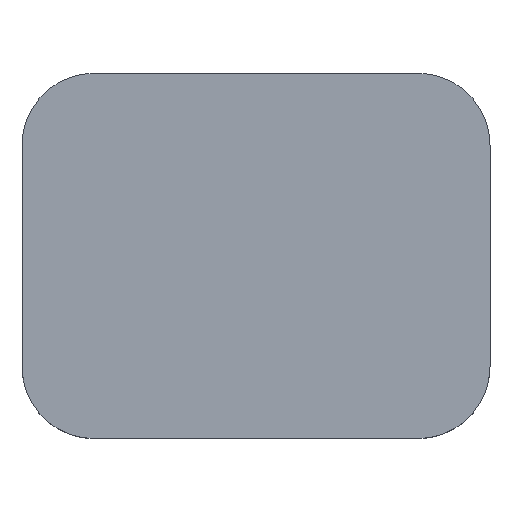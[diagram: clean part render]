
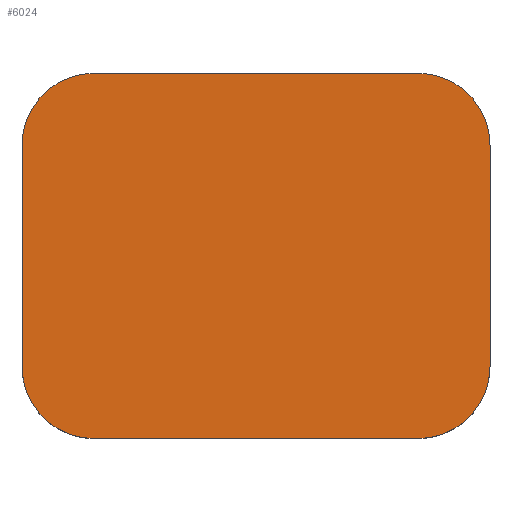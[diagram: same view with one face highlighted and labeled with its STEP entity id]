
A CAD part, top view. The second image highlights one B-rep face of the part: STEP entity #6024.
In plain terms, the highlighted planar face has unit normal (0, 0, 1).
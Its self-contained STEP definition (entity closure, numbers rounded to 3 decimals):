
#104 = DIRECTION ( 'NONE',  ( -1., 0., 0. ) ) ;
#133 = CARTESIAN_POINT ( 'NONE',  ( -5.372, 7.957, 2.7 ) ) ;
#333 = VERTEX_POINT ( 'NONE', #2744 ) ;
#439 = EDGE_CURVE ( 'NONE', #3701, #2651, #4579, .T. ) ;
#468 = CARTESIAN_POINT ( 'NONE',  ( -14.34, 9.957, 2.7 ) ) ;
#721 = CIRCLE ( 'NONE', #6449, 2. ) ;
#788 = EDGE_CURVE ( 'NONE', #4649, #6169, #4187, .T. ) ;
#932 = CARTESIAN_POINT ( 'NONE',  ( -5.372, 9.957, 2.7 ) ) ;
#1097 = CARTESIAN_POINT ( 'NONE',  ( -5.372, 1.832, 2.7 ) ) ;
#1440 = ORIENTED_EDGE ( 'NONE', *, *, #6273, .T. ) ;
#1466 = CARTESIAN_POINT ( 'NONE',  ( -14.34, -0.168, 2.7 ) ) ;
#1469 = AXIS2_PLACEMENT_3D ( 'NONE', #5347, #7766, #2784 ) ;
#1742 = DIRECTION ( 'NONE',  ( -1., 0., 0. ) ) ;
#1757 = DIRECTION ( 'NONE',  ( 0., -1., 0. ) ) ;
#1924 = EDGE_CURVE ( 'NONE', #333, #3701, #4606, .T. ) ;
#2144 = DIRECTION ( 'NONE',  ( 0., 1., 0. ) ) ;
#2190 = CARTESIAN_POINT ( 'NONE',  ( -16.34, 7.957, 2.7 ) ) ;
#2265 = EDGE_CURVE ( 'NONE', #7386, #333, #5239, .T. ) ;
#2311 = CARTESIAN_POINT ( 'NONE',  ( -14.34, 7.957, 2.7 ) ) ;
#2651 = VERTEX_POINT ( 'NONE', #468 ) ;
#2686 = VECTOR ( 'NONE', #1757, 1000. ) ;
#2744 = CARTESIAN_POINT ( 'NONE',  ( -3.372, 7.957, 2.7 ) ) ;
#2784 = DIRECTION ( 'NONE',  ( -1., 0., 0. ) ) ;
#2872 = CARTESIAN_POINT ( 'NONE',  ( -5.372, -0.168, 2.7 ) ) ;
#3172 = ORIENTED_EDGE ( 'NONE', *, *, #5168, .T. ) ;
#3446 = LINE ( 'NONE', #7857, #7452 ) ;
#3520 = DIRECTION ( 'NONE',  ( 0., 0., 1. ) ) ;
#3525 = VERTEX_POINT ( 'NONE', #2872 ) ;
#3546 = EDGE_LOOP ( 'NONE', ( #1440, #4934, #6545, #5955, #5934, #8042, #7177, #3172 ) ) ;
#3622 = DIRECTION ( 'NONE',  ( 1., 0., 0. ) ) ;
#3701 = VERTEX_POINT ( 'NONE', #932 ) ;
#3709 = LINE ( 'NONE', #4890, #2686 ) ;
#3719 = EDGE_CURVE ( 'NONE', #6169, #3525, #3446, .T. ) ;
#3956 = VECTOR ( 'NONE', #2144, 1000. ) ;
#3977 = VECTOR ( 'NONE', #104, 1000. ) ;
#4112 = VERTEX_POINT ( 'NONE', #2190 ) ;
#4123 = CIRCLE ( 'NONE', #5826, 2. ) ;
#4170 = FACE_OUTER_BOUND ( 'NONE', #3546, .T. ) ;
#4187 = CIRCLE ( 'NONE', #1469, 2. ) ;
#4309 = EDGE_CURVE ( 'NONE', #3525, #7386, #4123, .T. ) ;
#4445 = AXIS2_PLACEMENT_3D ( 'NONE', #7009, #3520, #7661 ) ;
#4509 = PLANE ( 'NONE',  #4445 ) ;
#4579 = LINE ( 'NONE', #6912, #3977 ) ;
#4606 = CIRCLE ( 'NONE', #6432, 2. ) ;
#4649 = VERTEX_POINT ( 'NONE', #6958 ) ;
#4800 = DIRECTION ( 'NONE',  ( 0., 0., 1. ) ) ;
#4890 = CARTESIAN_POINT ( 'NONE',  ( -16.34, 1.832, 2.7 ) ) ;
#4934 = ORIENTED_EDGE ( 'NONE', *, *, #788, .T. ) ;
#5168 = EDGE_CURVE ( 'NONE', #2651, #4112, #721, .T. ) ;
#5239 = LINE ( 'NONE', #7131, #3956 ) ;
#5325 = DIRECTION ( 'NONE',  ( 0., 0., 1. ) ) ;
#5347 = CARTESIAN_POINT ( 'NONE',  ( -14.34, 1.832, 2.7 ) ) ;
#5826 = AXIS2_PLACEMENT_3D ( 'NONE', #1097, #5325, #1742 ) ;
#5877 = DIRECTION ( 'NONE',  ( 0., 0., 1. ) ) ;
#5897 = DIRECTION ( 'NONE',  ( 1., 0., 0. ) ) ;
#5934 = ORIENTED_EDGE ( 'NONE', *, *, #2265, .T. ) ;
#5955 = ORIENTED_EDGE ( 'NONE', *, *, #4309, .T. ) ;
#6024 = ADVANCED_FACE ( 'NONE', ( #4170 ), #4509, .T. ) ;
#6169 = VERTEX_POINT ( 'NONE', #1466 ) ;
#6273 = EDGE_CURVE ( 'NONE', #4112, #4649, #3709, .T. ) ;
#6293 = CARTESIAN_POINT ( 'NONE',  ( -3.372, 1.832, 2.7 ) ) ;
#6432 = AXIS2_PLACEMENT_3D ( 'NONE', #133, #5877, #7110 ) ;
#6449 = AXIS2_PLACEMENT_3D ( 'NONE', #2311, #4800, #3622 ) ;
#6545 = ORIENTED_EDGE ( 'NONE', *, *, #3719, .T. ) ;
#6912 = CARTESIAN_POINT ( 'NONE',  ( -5.372, 9.957, 2.7 ) ) ;
#6958 = CARTESIAN_POINT ( 'NONE',  ( -16.34, 1.832, 2.7 ) ) ;
#7009 = CARTESIAN_POINT ( 'NONE',  ( 0., 0., 2.7 ) ) ;
#7110 = DIRECTION ( 'NONE',  ( 1., 0., 0. ) ) ;
#7131 = CARTESIAN_POINT ( 'NONE',  ( -3.372, 1.832, 2.7 ) ) ;
#7177 = ORIENTED_EDGE ( 'NONE', *, *, #439, .T. ) ;
#7386 = VERTEX_POINT ( 'NONE', #6293 ) ;
#7452 = VECTOR ( 'NONE', #5897, 1000. ) ;
#7661 = DIRECTION ( 'NONE',  ( 1., 0., 0. ) ) ;
#7766 = DIRECTION ( 'NONE',  ( 0., 0., 1. ) ) ;
#7857 = CARTESIAN_POINT ( 'NONE',  ( -5.372, -0.168, 2.7 ) ) ;
#8042 = ORIENTED_EDGE ( 'NONE', *, *, #1924, .T. ) ;
